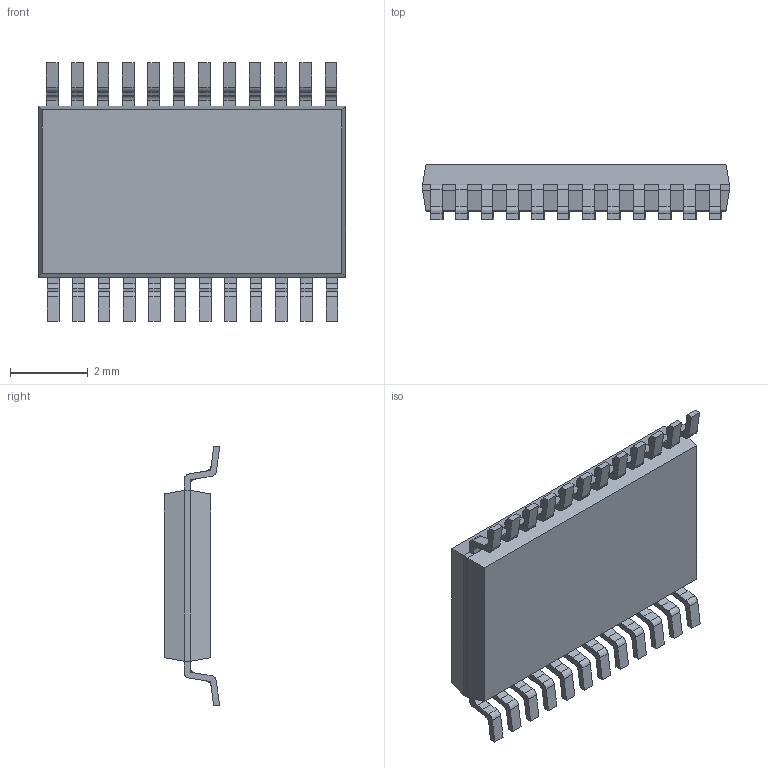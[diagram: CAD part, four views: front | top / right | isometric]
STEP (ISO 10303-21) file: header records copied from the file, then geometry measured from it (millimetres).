
FILE_DESCRIPTION(/* description */ (''),/* implementation_level */ '2;1');
FILE_NAME(/* name */ 'DRV8834PWPR v5.step',/* time_stamp */ '2018-11-10T15:03:21-05:00',/* author */ ('xueqing.wang'),/* organization */ (''),/* preprocessor_version */ 'ST-DEVELOPER v17.2',/* originating_system */ 'Autodesk Translation Framework v7.6.0.251',/* authorisation */ '');
FILE_SCHEMA (('AUTOMOTIVE_DESIGN { 1 0 10303 214 3 1 1 }'));
Length unit declared in the file: millimetre
Products named in the file (1): UTAT1
Bounding box: 7.88 x 1.43 x 6.64 mm (x, y, z)
Volume: 43.9 mm3; surface area: 170.1 mm2
Topology: 49 solids, 49 shells, 689 faces, 1769 edges, 1178 vertices
Faces by surface type: plane 545, cylinder 144
Entity records: 20724 total; most frequent: CARTESIAN_POINT 3637, ORIENTED_EDGE 3538, DIRECTION 3437, EDGE_CURVE 1769, LINE 1481, VECTOR 1481, VERTEX_POINT 1178, AXIS2_PLACEMENT_3D 978
